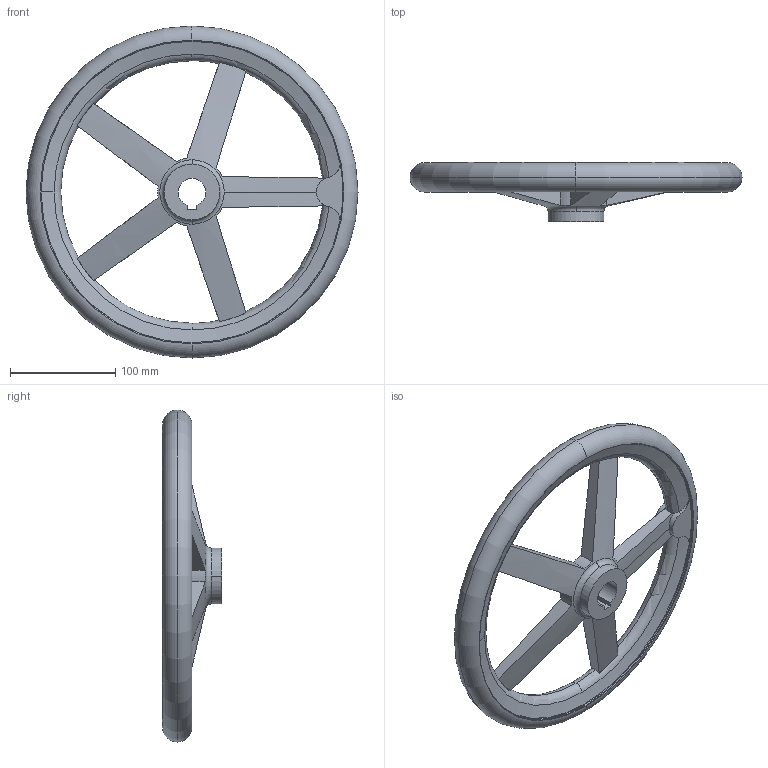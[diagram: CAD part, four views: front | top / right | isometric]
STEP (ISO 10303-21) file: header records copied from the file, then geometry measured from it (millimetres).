
FILE_DESCRIPTION( ( '' ), '1' );
FILE_NAME( 'K0160.1315X26.stp', '2012-10-24T13:44:12', ( '' ), ( '' ), ' ', ' ', ' ' );
FILE_SCHEMA( ( 'CONFIG_CONTROL_DESIGN' ) );
Length unit declared in the file: millimetre
Products named in the file (1): 1
Bounding box: 315 x 55.99 x 315 mm (x, y, z)
Volume: 810508.6 mm3; surface area: 136323.1 mm2
Topology: 1 solids, 1 shells, 83 faces, 267 edges, 176 vertices
Faces by surface type: torus 34, cylinder 24, plane 17, cone 8
Entity records: 4426 total; most frequent: CARTESIAN_POINT 2059, ORIENTED_EDGE 534, DIRECTION 492, EDGE_CURVE 267, AXIS2_PLACEMENT_3D 225, VERTEX_POINT 176, CIRCLE 141, EDGE_LOOP 85
